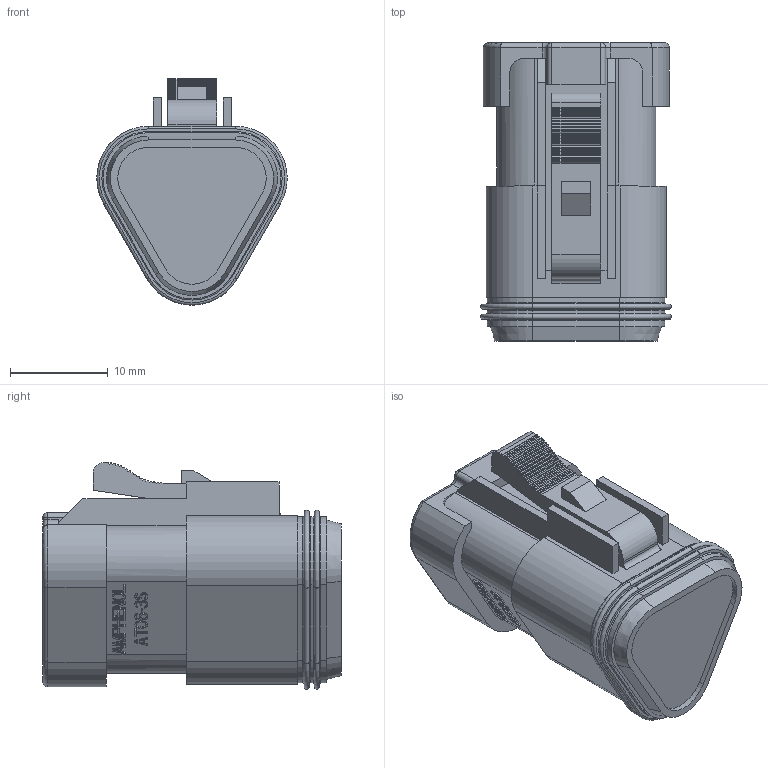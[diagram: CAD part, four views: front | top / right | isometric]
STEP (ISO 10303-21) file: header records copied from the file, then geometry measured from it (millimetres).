
FILE_DESCRIPTION((''),'2;1');
FILE_NAME('26-54224-03S','2015-10-22T',('orion.li'),(''),'PRO/ENGINEER BY PARAMETRIC TECHNOLOGY CORPORATION, 2013230','PRO/ENGINEER BY PARAMETRIC TECHNOLOGY CORPORATION, 2013230','');
FILE_SCHEMA(('CONFIG_CONTROL_DESIGN'));
Length unit declared in the file: millimetre
Products named in the file (1): 26-54224-03S
Bounding box: 19.49 x 30.5 x 23.16 mm (x, y, z)
Volume: 6658.5 mm3; surface area: 3732 mm2
Topology: 1 solids, 11 shells, 1105 faces, 3073 edges, 2030 vertices
Faces by surface type: plane 929, cylinder 114, torus 33, sphere 14, cone 10, extrusion 5
Entity records: 35278 total; most frequent: CARTESIAN_POINT 6655, ORIENTED_EDGE 6146, DIRECTION 5538, EDGE_CURVE 3073, VECTOR 2694, LINE 2689, VERTEX_POINT 2030, AXIS2_PLACEMENT_3D 1422
